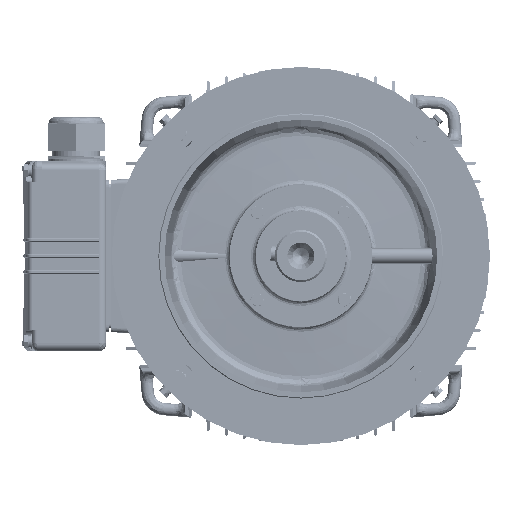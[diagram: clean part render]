
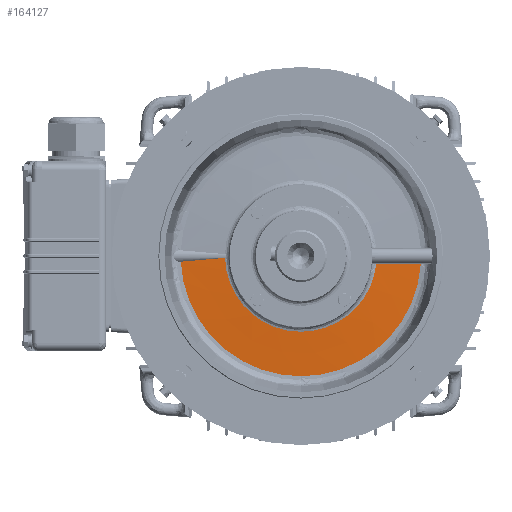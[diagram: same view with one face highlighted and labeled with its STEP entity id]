
A CAD part, left-side view. The second image highlights one B-rep face of the part: STEP entity #164127.
In plain terms, the highlighted conical face has half-angle 87 degrees and reference radius 126.496 mm.
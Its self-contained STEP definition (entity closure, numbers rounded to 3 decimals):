
#13142 = CARTESIAN_POINT ( 'NONE',  ( -244.301, -126.243, -8. ) ) ;
#13144 = CARTESIAN_POINT ( 'NONE',  ( -246.752, -79.336, -8. ) ) ;
#22771 = AXIS2_PLACEMENT_3D ( 'NONE', #51561, #51562, #51563 ) ;
#22782 = AXIS2_PLACEMENT_3D ( 'NONE', #51554, #51555, #51556 ) ;
#45551 = FACE_OUTER_BOUND ( 'NONE', #174520, .T. ) ;
#45554 = AXIS2_PLACEMENT_3D ( 'NONE', #68899, #68901, #68903 ) ;
#46231 = CIRCLE ( 'NONE', #22782, 126.496 ) ;
#46232 = CIRCLE ( 'NONE', #22771, 79.738 ) ;
#51554 = CARTESIAN_POINT ( 'NONE',  ( -244.301, 0., 0. ) ) ;
#51555 = DIRECTION ( 'NONE',  ( -1., 0., 0. ) ) ;
#51556 = DIRECTION ( 'NONE',  ( 0., 0., 1. ) ) ;
#51557 = CARTESIAN_POINT ( 'NONE',  ( -246.752, -79.336, -8. ) ) ;
#51558 = CARTESIAN_POINT ( 'NONE',  ( -245.936, -94.972, -8. ) ) ;
#51559 = CARTESIAN_POINT ( 'NONE',  ( -245.119, -110.607, -8. ) ) ;
#51560 = CARTESIAN_POINT ( 'NONE',  ( -244.301, -126.243, -8. ) ) ;
#51561 = CARTESIAN_POINT ( 'NONE',  ( -246.752, 0., 0. ) ) ;
#51562 = DIRECTION ( 'NONE',  ( 1., 0., 0. ) ) ;
#51563 = DIRECTION ( 'NONE',  ( 0., 0., 1. ) ) ;
#68899 = CARTESIAN_POINT ( 'NONE',  ( -244.301, 0., 0. ) ) ;
#68901 = DIRECTION ( 'NONE',  ( 1., 0., 0. ) ) ;
#68903 = DIRECTION ( 'NONE',  ( 0., 1., 0. ) ) ;
#85695 = CIRCLE ( 'NONE', #169754, 79.738 ) ;
#85704 = CIRCLE ( 'NONE', #169793, 126.496 ) ;
#89943 = CARTESIAN_POINT ( 'NONE',  ( -246.752, 0., -79.738 ) ) ;
#89944 = CARTESIAN_POINT ( 'NONE',  ( -246.752, 79.714, -1.978 ) ) ;
#89954 = CARTESIAN_POINT ( 'NONE',  ( -244.301, 0., -126.496 ) ) ;
#89955 = CARTESIAN_POINT ( 'NONE',  ( -244.301, 126.354, -5.991 ) ) ;
#103474 = VERTEX_POINT ( 'NONE', #89943 ) ;
#103476 = VERTEX_POINT ( 'NONE', #89944 ) ;
#103504 = VERTEX_POINT ( 'NONE', #89954 ) ;
#103508 = VERTEX_POINT ( 'NONE', #89955 ) ;
#105369 = B_SPLINE_CURVE_WITH_KNOTS ( 'NONE', 3,
 ( #190801, #190809, #190811, #190813, #190815, #190817, #190819, #190821, #190823, #190825, #190827, #190829, #190831, #190833 ),
 .UNSPECIFIED., .F., .F.,
 ( 4, 2, 2, 2, 2, 2, 4 ),
 ( 0., 0.012, 0.023, 0.035, 0.041, 0.044, 0.047 ),
 .UNSPECIFIED. ) ;
#132012 = EDGE_CURVE ( 'NONE', #103474, #103476, #85695, .T. ) ;
#132036 = EDGE_CURVE ( 'NONE', #103508, #103504, #85704, .T. ) ;
#132868 = EDGE_CURVE ( 'NONE', #103508, #103476, #105369, .T. ) ;
#157140 = B_SPLINE_CURVE_WITH_KNOTS ( 'NONE', 3,
 ( #51557, #51558, #51559, #51560 ),
 .UNSPECIFIED., .F., .F.,
 ( 4, 4 ),
 ( 0., 0.047 ),
 .UNSPECIFIED. ) ;
#157446 = VERTEX_POINT ( 'NONE', #13142 ) ;
#157447 = VERTEX_POINT ( 'NONE', #13144 ) ;
#164127 = ADVANCED_FACE ( 'NONE', ( #45551 ), #211567, .T. ) ;
#169754 = AXIS2_PLACEMENT_3D ( 'NONE', #172018, #172021, #172024 ) ;
#169793 = AXIS2_PLACEMENT_3D ( 'NONE', #172351, #172354, #172357 ) ;
#172018 = CARTESIAN_POINT ( 'NONE',  ( -246.752, 0., 0. ) ) ;
#172021 = DIRECTION ( 'NONE',  ( 1., 0., 0. ) ) ;
#172024 = DIRECTION ( 'NONE',  ( 0., 0., 1. ) ) ;
#172351 = CARTESIAN_POINT ( 'NONE',  ( -244.301, 0., 0. ) ) ;
#172354 = DIRECTION ( 'NONE',  ( -1., 0., 0. ) ) ;
#172357 = DIRECTION ( 'NONE',  ( 0., 0., 1. ) ) ;
#174520 = EDGE_LOOP ( 'NONE', ( #198806, #198807, #198805, #198808, #198809, #198810 ) ) ;
#190801 = CARTESIAN_POINT ( 'NONE',  ( -244.301, 126.354, -5.991 ) ) ;
#190809 = CARTESIAN_POINT ( 'NONE',  ( -244.506, 122.454, -5.81 ) ) ;
#190811 = CARTESIAN_POINT ( 'NONE',  ( -244.71, 118.555, -5.611 ) ) ;
#190813 = CARTESIAN_POINT ( 'NONE',  ( -245.12, 110.76, -5.162 ) ) ;
#190815 = CARTESIAN_POINT ( 'NONE',  ( -245.324, 106.864, -4.912 ) ) ;
#190817 = CARTESIAN_POINT ( 'NONE',  ( -245.733, 99.08, -4.335 ) ) ;
#190819 = CARTESIAN_POINT ( 'NONE',  ( -245.937, 95.192, -4.01 ) ) ;
#190821 = CARTESIAN_POINT ( 'NONE',  ( -246.243, 89.372, -3.404 ) ) ;
#190823 = CARTESIAN_POINT ( 'NONE',  ( -246.345, 87.434, -3.182 ) ) ;
#190825 = CARTESIAN_POINT ( 'NONE',  ( -246.498, 84.532, -2.793 ) ) ;
#190827 = CARTESIAN_POINT ( 'NONE',  ( -246.549, 83.566, -2.653 ) ) ;
#190829 = CARTESIAN_POINT ( 'NONE',  ( -246.65, 81.637, -2.345 ) ) ;
#190831 = CARTESIAN_POINT ( 'NONE',  ( -246.701, 80.674, -2.176 ) ) ;
#190833 = CARTESIAN_POINT ( 'NONE',  ( -246.752, 79.714, -1.978 ) ) ;
#194165 = EDGE_CURVE ( 'NONE', #103504, #157446, #46231, .T. ) ;
#194170 = EDGE_CURVE ( 'NONE', #157447, #157446, #157140, .T. ) ;
#194173 = EDGE_CURVE ( 'NONE', #157447, #103474, #46232, .T. ) ;
#198805 = ORIENTED_EDGE ( 'NONE', *, *, #194170, .F. ) ;
#198806 = ORIENTED_EDGE ( 'NONE', *, *, #132036, .T. ) ;
#198807 = ORIENTED_EDGE ( 'NONE', *, *, #194165, .T. ) ;
#198808 = ORIENTED_EDGE ( 'NONE', *, *, #194173, .T. ) ;
#198809 = ORIENTED_EDGE ( 'NONE', *, *, #132012, .T. ) ;
#198810 = ORIENTED_EDGE ( 'NONE', *, *, #132868, .F. ) ;
#211567 = CONICAL_SURFACE ( 'NONE', #45554, 126.496, 1.518 ) ;
